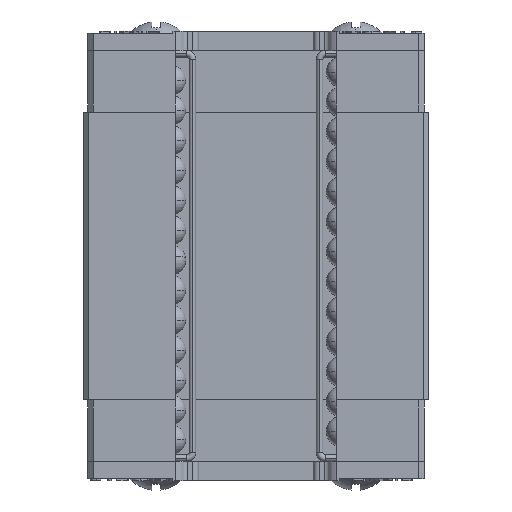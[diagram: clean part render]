
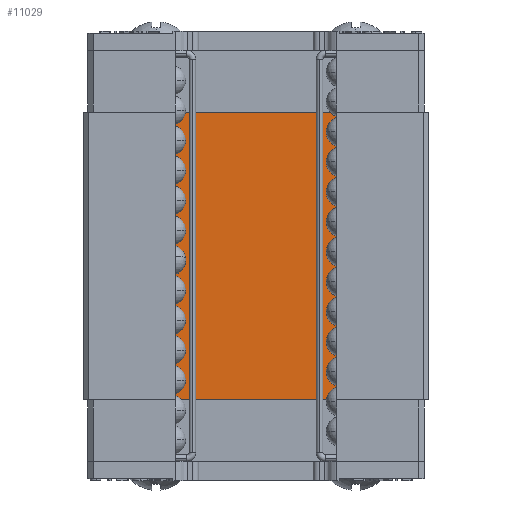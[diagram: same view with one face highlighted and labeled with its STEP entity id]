
A CAD part, front view. The second image highlights one B-rep face of the part: STEP entity #11029.
In plain terms, the highlighted planar face has unit normal (0, -1, 0).
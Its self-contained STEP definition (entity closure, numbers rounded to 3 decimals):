
#523 = CARTESIAN_POINT ( 'NONE',  ( 0., 0., 0. ) ) ;
#1293 = CARTESIAN_POINT ( 'NONE',  ( 0., 0., -13.35 ) ) ;
#1693 = VECTOR ( 'NONE', #6873, 1000. ) ;
#2090 = CARTESIAN_POINT ( 'NONE',  ( -7.5, 0., 0. ) ) ;
#2165 = DIRECTION ( 'NONE',  ( 0., 0., 1. ) ) ;
#2613 = VERTEX_POINT ( 'NONE', #4866 ) ;
#2857 = VERTEX_POINT ( 'NONE', #2090 ) ;
#3083 = DIRECTION ( 'NONE',  ( 0., -1., 0. ) ) ;
#3418 = EDGE_CURVE ( 'NONE', #8133, #2613, #4430, .T. ) ;
#3494 = PLANE ( 'NONE',  #8785 ) ;
#3980 = LINE ( 'NONE', #523, #6623 ) ;
#4011 = LINE ( 'NONE', #4877, #9541 ) ;
#4014 = CARTESIAN_POINT ( 'NONE',  ( 0., 0., -26.7 ) ) ;
#4023 = VECTOR ( 'NONE', #7904, 1000. ) ;
#4430 = LINE ( 'NONE', #5064, #4023 ) ;
#4866 = CARTESIAN_POINT ( 'NONE',  ( 7.5, 0., 0. ) ) ;
#4877 = CARTESIAN_POINT ( 'NONE',  ( -7.5, 0., -13.35 ) ) ;
#5064 = CARTESIAN_POINT ( 'NONE',  ( 7.5, 0., -13.35 ) ) ;
#6328 = EDGE_CURVE ( 'NONE', #8612, #8133, #11169, .T. ) ;
#6500 = DIRECTION ( 'NONE',  ( 1., 0., 0. ) ) ;
#6623 = VECTOR ( 'NONE', #6500, 1000. ) ;
#6873 = DIRECTION ( 'NONE',  ( 1., 0., 0. ) ) ;
#7752 = ORIENTED_EDGE ( 'NONE', *, *, #10673, .F. ) ;
#7776 = CARTESIAN_POINT ( 'NONE',  ( 7.5, 0., -26.7 ) ) ;
#7843 = FACE_OUTER_BOUND ( 'NONE', #9885, .T. ) ;
#7904 = DIRECTION ( 'NONE',  ( 0., 0., 1. ) ) ;
#8056 = ORIENTED_EDGE ( 'NONE', *, *, #6328, .T. ) ;
#8133 = VERTEX_POINT ( 'NONE', #7776 ) ;
#8179 = DIRECTION ( 'NONE',  ( 1., 0., 0. ) ) ;
#8612 = VERTEX_POINT ( 'NONE', #10794 ) ;
#8785 = AXIS2_PLACEMENT_3D ( 'NONE', #1293, #3083, #8179 ) ;
#8848 = EDGE_CURVE ( 'NONE', #2857, #2613, #3980, .T. ) ;
#9541 = VECTOR ( 'NONE', #2165, 1000. ) ;
#9885 = EDGE_LOOP ( 'NONE', ( #10833, #7752, #8056, #10316 ) ) ;
#10316 = ORIENTED_EDGE ( 'NONE', *, *, #3418, .T. ) ;
#10673 = EDGE_CURVE ( 'NONE', #8612, #2857, #4011, .T. ) ;
#10794 = CARTESIAN_POINT ( 'NONE',  ( -7.5, 0., -26.7 ) ) ;
#10833 = ORIENTED_EDGE ( 'NONE', *, *, #8848, .F. ) ;
#11029 = ADVANCED_FACE ( 'NONE', ( #7843 ), #3494, .T. ) ;
#11169 = LINE ( 'NONE', #4014, #1693 ) ;
